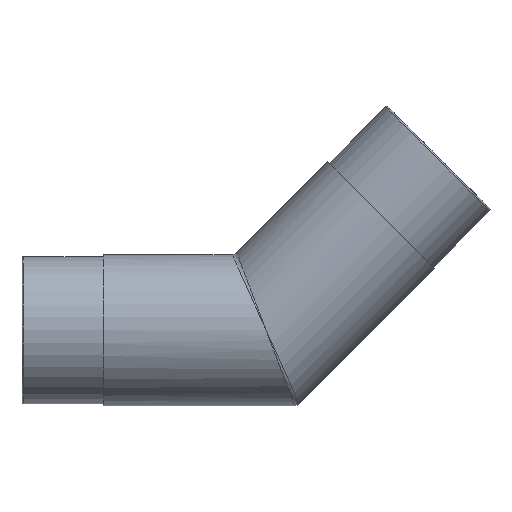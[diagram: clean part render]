
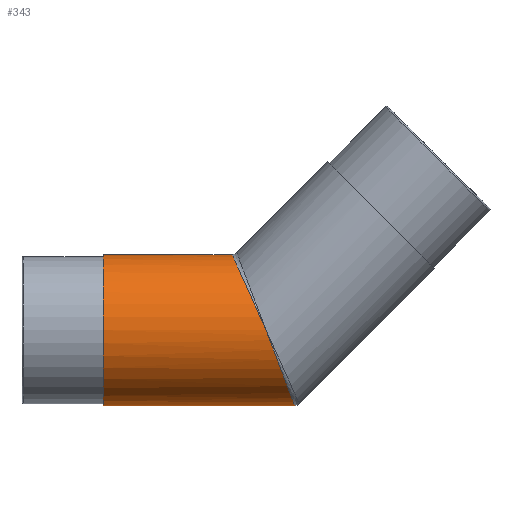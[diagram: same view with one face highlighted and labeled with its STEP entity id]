
A CAD part, front view. The second image highlights one B-rep face of the part: STEP entity #343.
In plain terms, the highlighted cylindrical face has radius 23.2 mm (diameter 46.4 mm), a partial arc.
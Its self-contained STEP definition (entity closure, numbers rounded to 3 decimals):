
#18 = ORIENTED_EDGE ( 'NONE', *, *, #948, .T. ) ;
#41 = VERTEX_POINT ( 'NONE', #566 ) ;
#157 = ORIENTED_EDGE ( 'NONE', *, *, #934, .T. ) ;
#164 = VERTEX_POINT ( 'NONE', #250 ) ;
#166 = CARTESIAN_POINT ( 'NONE',  ( -50., 0., -23.2 ) ) ;
#198 = VERTEX_POINT ( 'NONE', #166 ) ;
#220 = CARTESIAN_POINT ( 'NONE',  ( -6.115, -23.2, 13.59 ) ) ;
#250 = CARTESIAN_POINT ( 'NONE',  ( -10.438, 0., 23.2 ) ) ;
#259 = LINE ( 'NONE', #1068, #614 ) ;
#263 = DIRECTION ( 'NONE',  ( 1., 0., 0. ) ) ;
#287 = VERTEX_POINT ( 'NONE', #393 ) ;
#333 = CYLINDRICAL_SURFACE ( 'NONE', #552, 23.2 ) ;
#343 = ADVANCED_FACE ( 'NONE', ( #1128 ), #333, .T. ) ;
#393 = CARTESIAN_POINT ( 'NONE',  ( 8.781, 0., -23.2 ) ) ;
#439 = DIRECTION ( 'NONE',  ( 0., 0., 1. ) ) ;
#447 = VERTEX_POINT ( 'NONE', #556 ) ;
#467 = VECTOR ( 'NONE', #511, 1000. ) ;
#495 =( BOUNDED_CURVE ( )  B_SPLINE_CURVE ( 3, ( #564, #220, #637, #630 ),
 .UNSPECIFIED., .F., .F. ) 
 B_SPLINE_CURVE_WITH_KNOTS ( ( 4, 4 ),
 ( 4.712, 6.283 ),
 .UNSPECIFIED. ) 
 CURVE ( )  GEOMETRIC_REPRESENTATION_ITEM ( )  RATIONAL_B_SPLINE_CURVE ( ( 1., 0.805, 0.805, 1. ) ) 
 REPRESENTATION_ITEM ( '' )  );
#511 = DIRECTION ( 'NONE',  ( 1., 0., 0. ) ) ;
#514 = CARTESIAN_POINT ( 'NONE',  ( 8.781, 0., -23.2 ) ) ;
#518 = CARTESIAN_POINT ( 'NONE',  ( -50., 0., 0. ) ) ;
#523 = DIRECTION ( 'NONE',  ( -1., 0., 0. ) ) ;
#552 = AXIS2_PLACEMENT_3D ( 'NONE', #616, #1083, #999 ) ;
#556 = CARTESIAN_POINT ( 'NONE',  ( -50., 0., 23.2 ) ) ;
#564 = CARTESIAN_POINT ( 'NONE',  ( 0., -23.2, 0. ) ) ;
#566 = CARTESIAN_POINT ( 'NONE',  ( 0., -23.2, 0. ) ) ;
#614 = VECTOR ( 'NONE', #263, 1000. ) ;
#616 = CARTESIAN_POINT ( 'NONE',  ( -50., 0., 0. ) ) ;
#623 = CARTESIAN_POINT ( 'NONE',  ( -50., 0., -23.2 ) ) ;
#630 = CARTESIAN_POINT ( 'NONE',  ( -10.438, 0., 23.2 ) ) ;
#637 = CARTESIAN_POINT ( 'NONE',  ( -10.438, -13.59, 23.2 ) ) ;
#678 = EDGE_CURVE ( 'NONE', #41, #164, #495, .T. ) ;
#693 = CARTESIAN_POINT ( 'NONE',  ( 0., -23.2, 0. ) ) ;
#734 = ORIENTED_EDGE ( 'NONE', *, *, #1076, .F. ) ;
#788 = ORIENTED_EDGE ( 'NONE', *, *, #972, .F. ) ;
#861 = CARTESIAN_POINT ( 'NONE',  ( 8.781, -13.59, -23.2 ) ) ;
#865 = CARTESIAN_POINT ( 'NONE',  ( 5.144, -23.2, -13.59 ) ) ;
#877 = EDGE_LOOP ( 'NONE', ( #788, #734, #18, #157, #1061 ) ) ;
#933 = AXIS2_PLACEMENT_3D ( 'NONE', #518, #523, #439 ) ;
#934 = EDGE_CURVE ( 'NONE', #287, #41, #1127, .T. ) ;
#948 = EDGE_CURVE ( 'NONE', #198, #287, #1057, .T. ) ;
#972 = EDGE_CURVE ( 'NONE', #447, #164, #259, .T. ) ;
#988 = CIRCLE ( 'NONE', #933, 23.2 ) ;
#999 = DIRECTION ( 'NONE',  ( 0., 0., -1. ) ) ;
#1057 = LINE ( 'NONE', #623, #467 ) ;
#1061 = ORIENTED_EDGE ( 'NONE', *, *, #678, .T. ) ;
#1068 = CARTESIAN_POINT ( 'NONE',  ( -50., 0., 23.2 ) ) ;
#1076 = EDGE_CURVE ( 'NONE', #198, #447, #988, .T. ) ;
#1083 = DIRECTION ( 'NONE',  ( 1., 0., 0. ) ) ;
#1127 =( BOUNDED_CURVE ( )  B_SPLINE_CURVE ( 3, ( #514, #861, #865, #693 ),
 .UNSPECIFIED., .F., .T. ) 
 B_SPLINE_CURVE_WITH_KNOTS ( ( 4, 4 ),
 ( 3.142, 4.712 ),
 .UNSPECIFIED. ) 
 CURVE ( )  GEOMETRIC_REPRESENTATION_ITEM ( )  RATIONAL_B_SPLINE_CURVE ( ( 1., 0.805, 0.805, 1. ) ) 
 REPRESENTATION_ITEM ( '' )  );
#1128 = FACE_OUTER_BOUND ( 'NONE', #877, .T. ) ;
